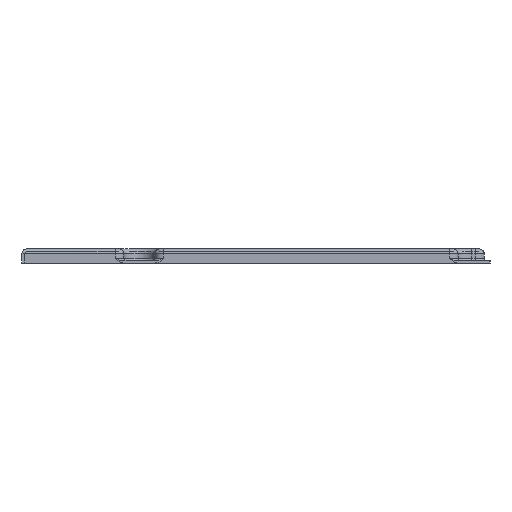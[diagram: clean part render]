
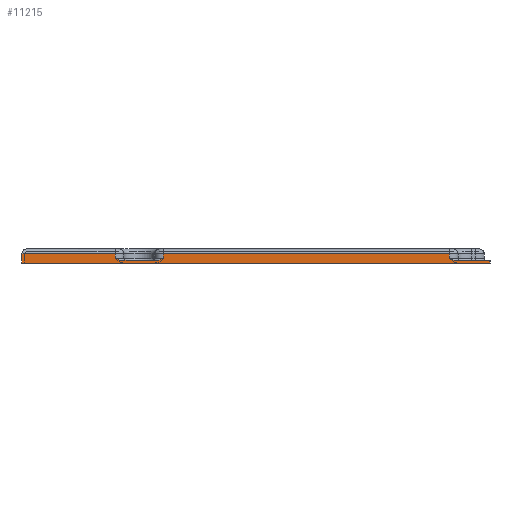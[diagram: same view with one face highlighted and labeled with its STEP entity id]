
A CAD part, left-side view. The second image highlights one B-rep face of the part: STEP entity #11215.
In plain terms, the highlighted planar face has unit normal (-1, 0, 0).
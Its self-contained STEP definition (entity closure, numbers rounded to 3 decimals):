
#3694=DIRECTION('',(0.,0.,-1.));
#3695=VECTOR('',#3694,0.8);
#3696=CARTESIAN_POINT('',(-114.175,-33.354,0.4));
#3697=LINE('',#3696,#3695);
#3698=DIRECTION('',(0.,-1.,0.));
#3699=VECTOR('',#3698,5.901);
#3700=CARTESIAN_POINT('',(-114.175,-34.349,-0.7));
#3701=LINE('',#3700,#3699);
#3702=DIRECTION('',(0.,1.,0.));
#3703=VECTOR('',#3702,79.5);
#3704=CARTESIAN_POINT('',(-114.175,-40.25,-1.2));
#3705=LINE('',#3704,#3703);
#3706=DIRECTION('',(0.,0.,1.));
#3707=VECTOR('',#3706,1.6);
#3708=CARTESIAN_POINT('',(-114.175,39.25,-1.2));
#3709=LINE('',#3708,#3707);
#3710=DIRECTION('',(0.,0.,-1.));
#3711=VECTOR('',#3710,0.8);
#3712=CARTESIAN_POINT('',(-114.175,23.44,0.4));
#3713=LINE('',#3712,#3711);
#3714=DIRECTION('',(0.,1.,0.));
#3715=VECTOR('',#3714,6.21);
#3716=CARTESIAN_POINT('',(-114.175,16.235,-0.7));
#3717=LINE('',#3716,#3715);
#3718=DIRECTION('',(0.,0.,-1.));
#3719=VECTOR('',#3718,0.8);
#3720=CARTESIAN_POINT('',(-114.175,15.24,0.4));
#3721=LINE('',#3720,#3719);
#3722=CARTESIAN_POINT('',(-114.175,-34.349,-0.7));
#3723=CARTESIAN_POINT('',(-114.175,-34.227,-0.7));
#3724=CARTESIAN_POINT('',(-114.175,-33.991,-0.657));
#3725=CARTESIAN_POINT('',(-114.175,-33.663,-0.538));
#3726=CARTESIAN_POINT('',(-114.175,-33.456,-0.446));
#3727=CARTESIAN_POINT('',(-114.175,-33.354,-0.4));
#4145=DIRECTION('',(0.,-1.,0.));
#4146=VECTOR('',#4145,15.81);
#4147=CARTESIAN_POINT('',(-114.175,39.25,0.4));
#4148=LINE('',#4147,#4146);
#4224=DIRECTION('',(0.,-1.,0.));
#4225=VECTOR('',#4224,48.594);
#4226=CARTESIAN_POINT('',(-114.175,15.24,0.4));
#4227=LINE('',#4226,#4225);
#4267=CARTESIAN_POINT('',(-114.175,15.24,-0.4));
#4268=CARTESIAN_POINT('',(-114.175,15.342,-0.446));
#4269=CARTESIAN_POINT('',(-114.175,15.548,-0.538));
#4270=CARTESIAN_POINT('',(-114.175,15.877,-0.657));
#4271=CARTESIAN_POINT('',(-114.175,16.113,-0.7));
#4272=CARTESIAN_POINT('',(-114.175,16.235,-0.7));
#4289=CARTESIAN_POINT('',(-114.175,22.445,-0.7));
#4290=CARTESIAN_POINT('',(-114.175,22.567,-0.7));
#4291=CARTESIAN_POINT('',(-114.175,22.803,-0.657));
#4292=CARTESIAN_POINT('',(-114.175,23.132,-0.538));
#4293=CARTESIAN_POINT('',(-114.175,23.338,-0.446));
#4294=CARTESIAN_POINT('',(-114.175,23.44,-0.4));
#4516=DIRECTION('',(0.,0.,-1.));
#4517=VECTOR('',#4516,0.5);
#4518=CARTESIAN_POINT('',(-114.175,-40.25,-0.7));
#4519=LINE('',#4518,#4517);
#4922=CARTESIAN_POINT('',(-114.175,39.25,-1.2));
#4924=VERTEX_POINT('',#4922);
#4925=CARTESIAN_POINT('',(-114.175,-40.25,-1.2));
#4927=VERTEX_POINT('',#4925);
#4931=CARTESIAN_POINT('',(-114.175,-40.25,-0.7));
#4932=VERTEX_POINT('',#4931);
#4938=CARTESIAN_POINT('',(-114.175,39.25,0.4));
#4940=VERTEX_POINT('',#4938);
#4943=CARTESIAN_POINT('',(-114.175,23.44,0.4));
#4944=VERTEX_POINT('',#4943);
#4963=CARTESIAN_POINT('',(-114.175,15.24,0.4));
#4964=VERTEX_POINT('',#4963);
#4967=CARTESIAN_POINT('',(-114.175,-33.354,0.4));
#4968=VERTEX_POINT('',#4967);
#5053=CARTESIAN_POINT('',(-114.175,22.445,-0.7));
#5055=VERTEX_POINT('',#5053);
#5057=CARTESIAN_POINT('',(-114.175,23.44,-0.4));
#5059=VERTEX_POINT('',#5057);
#5073=CARTESIAN_POINT('',(-114.175,16.235,-0.7));
#5074=VERTEX_POINT('',#5073);
#5075=CARTESIAN_POINT('',(-114.175,15.24,-0.4));
#5076=VERTEX_POINT('',#5075);
#5097=VERTEX_POINT('',#3722);
#5098=VERTEX_POINT('',#3727);
#11183=CARTESIAN_POINT('',(-114.175,39.25,-1.2));
#11184=DIRECTION('',(-1.,0.,0.));
#11185=DIRECTION('',(0.,-1.,0.));
#11186=AXIS2_PLACEMENT_3D('',#11183,#11184,#11185);
#11187=PLANE('',#11186);
#11189=ORIENTED_EDGE('',*,*,#11188,.T.);
#11191=ORIENTED_EDGE('',*,*,#11190,.F.);
#11193=ORIENTED_EDGE('',*,*,#11192,.T.);
#11195=ORIENTED_EDGE('',*,*,#11194,.T.);
#11196=ORIENTED_EDGE('',*,*,#11101,.T.);
#11198=ORIENTED_EDGE('',*,*,#11197,.T.);
#11200=ORIENTED_EDGE('',*,*,#11199,.T.);
#11202=ORIENTED_EDGE('',*,*,#11201,.T.);
#11204=ORIENTED_EDGE('',*,*,#11203,.F.);
#11206=ORIENTED_EDGE('',*,*,#11205,.F.);
#11208=ORIENTED_EDGE('',*,*,#11207,.F.);
#11210=ORIENTED_EDGE('',*,*,#11209,.F.);
#11212=ORIENTED_EDGE('',*,*,#11211,.T.);
#11213=EDGE_LOOP('',(#11189,#11191,#11193,#11195,#11196,#11198,#11200,#11202,
#11204,#11206,#11208,#11210,#11212));
#11214=FACE_OUTER_BOUND('',#11213,.F.);
#11215=ADVANCED_FACE('',(#11214),#11187,.T.);
#3728=B_SPLINE_CURVE_WITH_KNOTS('',3,(#3722,#3723,#3724,#3725,#3726,#3727),
.UNSPECIFIED.,.F.,.F.,(4,1,1,4),(0.,0.333,0.667,1.),
.UNSPECIFIED.);
#4273=B_SPLINE_CURVE_WITH_KNOTS('',3,(#4267,#4268,#4269,#4270,#4271,#4272),
.UNSPECIFIED.,.F.,.F.,(4,1,1,4),(0.,0.333,0.667,1.),
.UNSPECIFIED.);
#4295=B_SPLINE_CURVE_WITH_KNOTS('',3,(#4289,#4290,#4291,#4292,#4293,#4294),
.UNSPECIFIED.,.F.,.F.,(4,1,1,4),(0.,0.333,0.667,1.),
.UNSPECIFIED.);
#11101=EDGE_CURVE('',#4927,#4924,#3705,.T.);
#11188=EDGE_CURVE('',#4968,#5098,#3697,.T.);
#11190=EDGE_CURVE('',#5097,#5098,#3728,.T.);
#11192=EDGE_CURVE('',#5097,#4932,#3701,.T.);
#11194=EDGE_CURVE('',#4932,#4927,#4519,.T.);
#11197=EDGE_CURVE('',#4924,#4940,#3709,.T.);
#11199=EDGE_CURVE('',#4940,#4944,#4148,.T.);
#11201=EDGE_CURVE('',#4944,#5059,#3713,.T.);
#11203=EDGE_CURVE('',#5055,#5059,#4295,.T.);
#11205=EDGE_CURVE('',#5074,#5055,#3717,.T.);
#11207=EDGE_CURVE('',#5076,#5074,#4273,.T.);
#11209=EDGE_CURVE('',#4964,#5076,#3721,.T.);
#11211=EDGE_CURVE('',#4964,#4968,#4227,.T.);
